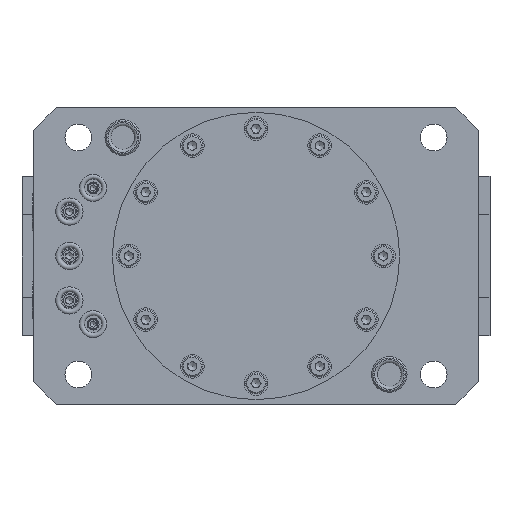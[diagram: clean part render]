
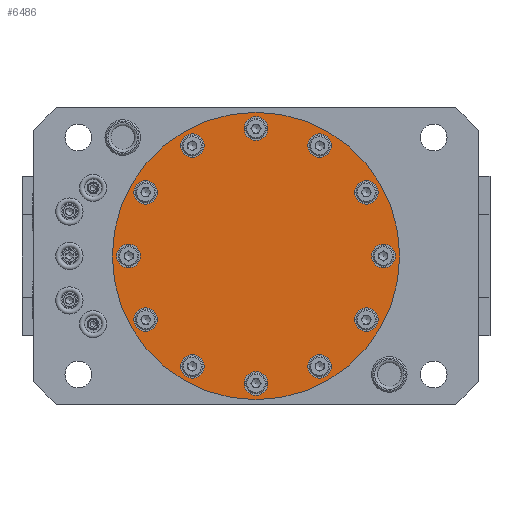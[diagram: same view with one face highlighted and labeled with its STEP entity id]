
A CAD part, front view. The second image highlights one B-rep face of the part: STEP entity #6486.
In plain terms, the highlighted planar face has unit normal (0, -1, 0).
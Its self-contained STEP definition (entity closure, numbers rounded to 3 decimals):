
#48 = DIRECTION ( 'NONE',  ( 0., 0., -1. ) ) ;
#221 = FACE_BOUND ( 'NONE', #1932, .T. ) ;
#297 = CARTESIAN_POINT ( 'NONE',  ( 0., 0., -43. ) ) ;
#411 = VERTEX_POINT ( 'NONE', #4310 ) ;
#487 = CARTESIAN_POINT ( 'NONE',  ( -37.239, 0., -25.5 ) ) ;
#499 = ORIENTED_EDGE ( 'NONE', *, *, #7308, .F. ) ;
#712 = EDGE_CURVE ( 'NONE', #1843, #1843, #11599, .T. ) ;
#883 = CARTESIAN_POINT ( 'NONE',  ( -21.5, 0., 37.239 ) ) ;
#905 = CARTESIAN_POINT ( 'NONE',  ( -37.239, 0., 21.5 ) ) ;
#955 = CARTESIAN_POINT ( 'NONE',  ( 43., 0., 0. ) ) ;
#1177 = FACE_BOUND ( 'NONE', #8562, .T. ) ;
#1178 = VERTEX_POINT ( 'NONE', #5083 ) ;
#1299 = CIRCLE ( 'NONE', #8453, 4. ) ;
#1425 = DIRECTION ( 'NONE',  ( 0., -1., 0. ) ) ;
#1429 = CARTESIAN_POINT ( 'NONE',  ( 21.5, 0., 37.239 ) ) ;
#1485 = CARTESIAN_POINT ( 'NONE',  ( 0., 0., -47. ) ) ;
#1520 = AXIS2_PLACEMENT_3D ( 'NONE', #2921, #6821, #10730 ) ;
#1650 = EDGE_LOOP ( 'NONE', ( #499 ) ) ;
#1843 = VERTEX_POINT ( 'NONE', #5746 ) ;
#1932 = EDGE_LOOP ( 'NONE', ( #11447 ) ) ;
#2143 = FACE_BOUND ( 'NONE', #1650, .T. ) ;
#2169 = ORIENTED_EDGE ( 'NONE', *, *, #4578, .F. ) ;
#2355 = EDGE_LOOP ( 'NONE', ( #2923 ) ) ;
#2647 = CARTESIAN_POINT ( 'NONE',  ( 43., 0., -4. ) ) ;
#2771 = ORIENTED_EDGE ( 'NONE', *, *, #9535, .F. ) ;
#2784 = CARTESIAN_POINT ( 'NONE',  ( 37.239, 0., 17.5 ) ) ;
#2836 = CARTESIAN_POINT ( 'NONE',  ( -37.239, 0., -21.5 ) ) ;
#2909 = CARTESIAN_POINT ( 'NONE',  ( -43., 0., 0. ) ) ;
#2921 = CARTESIAN_POINT ( 'NONE',  ( 0., 0., 0. ) ) ;
#2923 = ORIENTED_EDGE ( 'NONE', *, *, #6930, .F. ) ;
#3094 = FACE_BOUND ( 'NONE', #9516, .T. ) ;
#3155 = DIRECTION ( 'NONE',  ( 0., 0., 1. ) ) ;
#3216 = CIRCLE ( 'NONE', #10375, 4. ) ;
#3343 = VERTEX_POINT ( 'NONE', #7245 ) ;
#3345 = AXIS2_PLACEMENT_3D ( 'NONE', #905, #4808, #8710 ) ;
#3446 = EDGE_LOOP ( 'NONE', ( #7808 ) ) ;
#3699 = EDGE_LOOP ( 'NONE', ( #2771 ) ) ;
#3711 = AXIS2_PLACEMENT_3D ( 'NONE', #2836, #6729, #10643 ) ;
#3750 = AXIS2_PLACEMENT_3D ( 'NONE', #883, #4790, #8694 ) ;
#3855 = DIRECTION ( 'NONE',  ( 0., 0., -1. ) ) ;
#3904 = CIRCLE ( 'NONE', #11039, 4. ) ;
#3913 = ORIENTED_EDGE ( 'NONE', *, *, #6659, .F. ) ;
#3983 = ORIENTED_EDGE ( 'NONE', *, *, #4837, .F. ) ;
#4063 = FACE_BOUND ( 'NONE', #4935, .T. ) ;
#4124 = PLANE ( 'NONE',  #9971 ) ;
#4176 = CIRCLE ( 'NONE', #11316, 4. ) ;
#4199 = DIRECTION ( 'NONE',  ( 0., -1., 0. ) ) ;
#4294 = CARTESIAN_POINT ( 'NONE',  ( 37.239, 0., -21.5 ) ) ;
#4310 = CARTESIAN_POINT ( 'NONE',  ( 0., 0., 39. ) ) ;
#4375 = VERTEX_POINT ( 'NONE', #8271 ) ;
#4377 = DIRECTION ( 'NONE',  ( 0., -1., 0. ) ) ;
#4548 = CARTESIAN_POINT ( 'NONE',  ( 0., 0., 43. ) ) ;
#4578 = EDGE_CURVE ( 'NONE', #5287, #5287, #5352, .T. ) ;
#4587 = CIRCLE ( 'NONE', #6203, 4. ) ;
#4775 = VERTEX_POINT ( 'NONE', #8679 ) ;
#4790 = DIRECTION ( 'NONE',  ( 0., -1., 0. ) ) ;
#4799 = EDGE_LOOP ( 'NONE', ( #7213 ) ) ;
#4808 = DIRECTION ( 'NONE',  ( 0., -1., 0. ) ) ;
#4837 = EDGE_CURVE ( 'NONE', #9244, #9244, #9227, .T. ) ;
#4851 = DIRECTION ( 'NONE',  ( 0., -1., 0. ) ) ;
#4914 = CARTESIAN_POINT ( 'NONE',  ( -21.5, 0., -37.239 ) ) ;
#4935 = EDGE_LOOP ( 'NONE', ( #5765 ) ) ;
#5081 = FACE_BOUND ( 'NONE', #12223, .T. ) ;
#5083 = CARTESIAN_POINT ( 'NONE',  ( 0., 0., -48.5 ) ) ;
#5130 = AXIS2_PLACEMENT_3D ( 'NONE', #8720, #12372, #3855 ) ;
#5287 = VERTEX_POINT ( 'NONE', #9184 ) ;
#5301 = CARTESIAN_POINT ( 'NONE',  ( 21.5, 0., -41.239 ) ) ;
#5329 = DIRECTION ( 'NONE',  ( 0., 0., -1. ) ) ;
#5352 = CIRCLE ( 'NONE', #12503, 4. ) ;
#5409 = CIRCLE ( 'NONE', #1520, 48.5 ) ;
#5746 = CARTESIAN_POINT ( 'NONE',  ( -43., 0., -4. ) ) ;
#5765 = ORIENTED_EDGE ( 'NONE', *, *, #9687, .F. ) ;
#5791 = AXIS2_PLACEMENT_3D ( 'NONE', #955, #4851, #8756 ) ;
#6038 = FACE_BOUND ( 'NONE', #9878, .T. ) ;
#6203 = AXIS2_PLACEMENT_3D ( 'NONE', #4548, #8442, #12341 ) ;
#6486 = ADVANCED_FACE ( 'NONE', ( #4063, #7964, #11874, #3094, #6994, #10905, #2143, #6038, #9950, #1177, #5081, #8982, #221 ), #4124, .F. ) ;
#6659 = EDGE_CURVE ( 'NONE', #11559, #11559, #3216, .T. ) ;
#6729 = DIRECTION ( 'NONE',  ( 0., -1., 0. ) ) ;
#6809 = DIRECTION ( 'NONE',  ( 0., -1., 0. ) ) ;
#6821 = DIRECTION ( 'NONE',  ( 0., -1., 0. ) ) ;
#6930 = EDGE_CURVE ( 'NONE', #4775, #4775, #3904, .T. ) ;
#6994 = FACE_BOUND ( 'NONE', #4799, .T. ) ;
#7179 = VERTEX_POINT ( 'NONE', #11081 ) ;
#7213 = ORIENTED_EDGE ( 'NONE', *, *, #11641, .F. ) ;
#7245 = CARTESIAN_POINT ( 'NONE',  ( -37.239, 0., 17.5 ) ) ;
#7308 = EDGE_CURVE ( 'NONE', #8737, #8737, #10655, .T. ) ;
#7808 = ORIENTED_EDGE ( 'NONE', *, *, #8739, .T. ) ;
#7880 = EDGE_LOOP ( 'NONE', ( #8176 ) ) ;
#7964 = FACE_BOUND ( 'NONE', #3699, .T. ) ;
#8020 = CARTESIAN_POINT ( 'NONE',  ( 0., 0., 0. ) ) ;
#8095 = DIRECTION ( 'NONE',  ( 0., 0., -1. ) ) ;
#8176 = ORIENTED_EDGE ( 'NONE', *, *, #9414, .F. ) ;
#8187 = DIRECTION ( 'NONE',  ( 0., -1., 0. ) ) ;
#8271 = CARTESIAN_POINT ( 'NONE',  ( -21.5, 0., 33.239 ) ) ;
#8272 = DIRECTION ( 'NONE',  ( 0., 0., -1. ) ) ;
#8442 = DIRECTION ( 'NONE',  ( 0., -1., 0. ) ) ;
#8453 = AXIS2_PLACEMENT_3D ( 'NONE', #297, #4199, #8095 ) ;
#8562 = EDGE_LOOP ( 'NONE', ( #3983 ) ) ;
#8679 = CARTESIAN_POINT ( 'NONE',  ( -21.5, 0., -41.239 ) ) ;
#8694 = DIRECTION ( 'NONE',  ( 0., 0., -1. ) ) ;
#8710 = DIRECTION ( 'NONE',  ( 0., 0., -1. ) ) ;
#8720 = CARTESIAN_POINT ( 'NONE',  ( 21.5, 0., -37.239 ) ) ;
#8737 = VERTEX_POINT ( 'NONE', #5301 ) ;
#8739 = EDGE_CURVE ( 'NONE', #1178, #1178, #5409, .T. ) ;
#8756 = DIRECTION ( 'NONE',  ( 0., 0., -1. ) ) ;
#8807 = DIRECTION ( 'NONE',  ( 0., -1., 0. ) ) ;
#8879 = CIRCLE ( 'NONE', #3345, 4. ) ;
#8982 = FACE_OUTER_BOUND ( 'NONE', #3446, .T. ) ;
#9184 = CARTESIAN_POINT ( 'NONE',  ( 21.5, 0., 33.239 ) ) ;
#9227 = CIRCLE ( 'NONE', #3711, 4. ) ;
#9244 = VERTEX_POINT ( 'NONE', #487 ) ;
#9258 = CIRCLE ( 'NONE', #3750, 4. ) ;
#9414 = EDGE_CURVE ( 'NONE', #7179, #7179, #4176, .T. ) ;
#9516 = EDGE_LOOP ( 'NONE', ( #3913 ) ) ;
#9535 = EDGE_CURVE ( 'NONE', #411, #411, #4587, .T. ) ;
#9687 = EDGE_CURVE ( 'NONE', #3343, #3343, #8879, .T. ) ;
#9693 = ORIENTED_EDGE ( 'NONE', *, *, #10360, .F. ) ;
#9878 = EDGE_LOOP ( 'NONE', ( #9693 ) ) ;
#9950 = FACE_BOUND ( 'NONE', #2355, .T. ) ;
#9958 = AXIS2_PLACEMENT_3D ( 'NONE', #2909, #6809, #10721 ) ;
#9971 = AXIS2_PLACEMENT_3D ( 'NONE', #8020, #11935, #3155 ) ;
#10133 = EDGE_CURVE ( 'NONE', #4375, #4375, #9258, .T. ) ;
#10187 = CARTESIAN_POINT ( 'NONE',  ( 37.239, 0., 21.5 ) ) ;
#10246 = VERTEX_POINT ( 'NONE', #1485 ) ;
#10360 = EDGE_CURVE ( 'NONE', #10246, #10246, #1299, .T. ) ;
#10375 = AXIS2_PLACEMENT_3D ( 'NONE', #10187, #1425, #5329 ) ;
#10643 = DIRECTION ( 'NONE',  ( 0., 0., -1. ) ) ;
#10655 = CIRCLE ( 'NONE', #5130, 4. ) ;
#10721 = DIRECTION ( 'NONE',  ( 0., 0., -1. ) ) ;
#10730 = DIRECTION ( 'NONE',  ( 0., 0., -1. ) ) ;
#10905 = FACE_BOUND ( 'NONE', #7880, .T. ) ;
#11039 = AXIS2_PLACEMENT_3D ( 'NONE', #4914, #8807, #48 ) ;
#11047 = ORIENTED_EDGE ( 'NONE', *, *, #712, .F. ) ;
#11081 = CARTESIAN_POINT ( 'NONE',  ( 37.239, 0., -25.5 ) ) ;
#11186 = EDGE_LOOP ( 'NONE', ( #2169 ) ) ;
#11297 = CIRCLE ( 'NONE', #5791, 4. ) ;
#11316 = AXIS2_PLACEMENT_3D ( 'NONE', #4294, #8187, #12095 ) ;
#11417 = VERTEX_POINT ( 'NONE', #2647 ) ;
#11447 = ORIENTED_EDGE ( 'NONE', *, *, #10133, .F. ) ;
#11559 = VERTEX_POINT ( 'NONE', #2784 ) ;
#11599 = CIRCLE ( 'NONE', #9958, 4. ) ;
#11641 = EDGE_CURVE ( 'NONE', #11417, #11417, #11297, .T. ) ;
#11874 = FACE_BOUND ( 'NONE', #11186, .T. ) ;
#11935 = DIRECTION ( 'NONE',  ( 0., 1., 0. ) ) ;
#12095 = DIRECTION ( 'NONE',  ( 0., 0., -1. ) ) ;
#12223 = EDGE_LOOP ( 'NONE', ( #11047 ) ) ;
#12341 = DIRECTION ( 'NONE',  ( 0., 0., -1. ) ) ;
#12372 = DIRECTION ( 'NONE',  ( 0., -1., 0. ) ) ;
#12503 = AXIS2_PLACEMENT_3D ( 'NONE', #1429, #4377, #8272 ) ;
